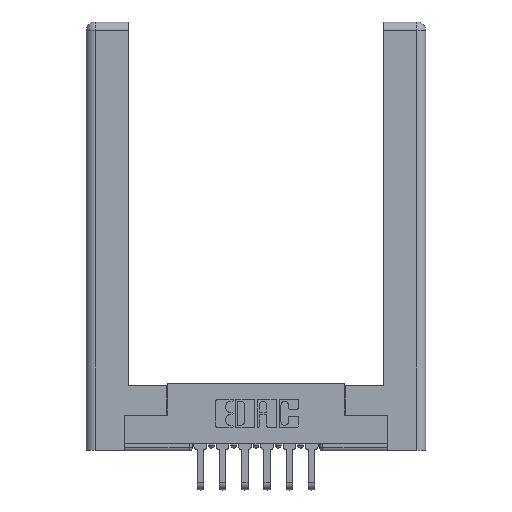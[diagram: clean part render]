
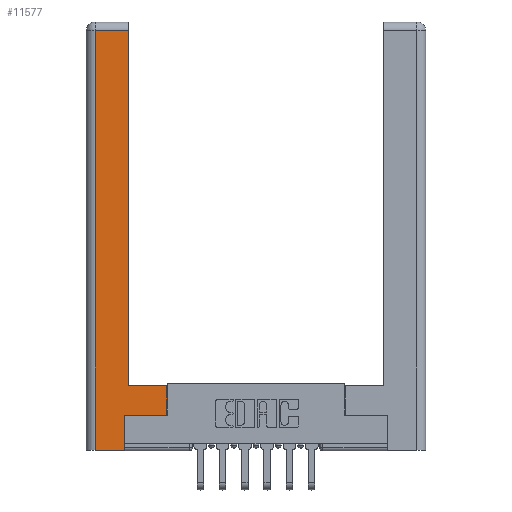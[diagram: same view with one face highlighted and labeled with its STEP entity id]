
A CAD part, top view. The second image highlights one B-rep face of the part: STEP entity #11577.
In plain terms, the highlighted planar face has unit normal (0, 0, 1).
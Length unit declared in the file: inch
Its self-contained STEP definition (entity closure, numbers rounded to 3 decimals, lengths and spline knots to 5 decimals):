
#177 = DIRECTION ( 'NONE',  ( 0., 1., 0. ) ) ;
#726 = ORIENTED_EDGE ( 'NONE', *, *, #10156, .T. ) ;
#788 = CARTESIAN_POINT ( 'NONE',  ( 0.565, 0.245, 0. ) ) ;
#917 = ORIENTED_EDGE ( 'NONE', *, *, #8790, .T. ) ;
#1049 = LINE ( 'NONE', #4852, #7021 ) ;
#1091 = CARTESIAN_POINT ( 'NONE',  ( 0.565, 0.45, 0. ) ) ;
#1167 = EDGE_CURVE ( 'NONE', #1737, #1856, #3962, .T. ) ;
#1479 = DIRECTION ( 'NONE',  ( -1., 0., 0. ) ) ;
#1680 = CARTESIAN_POINT ( 'NONE',  ( 0.265, 0.245, 0. ) ) ;
#1737 = VERTEX_POINT ( 'NONE', #4111 ) ;
#1856 = VERTEX_POINT ( 'NONE', #11359 ) ;
#2176 = EDGE_CURVE ( 'NONE', #3933, #6219, #6175, .T. ) ;
#2218 = VECTOR ( 'NONE', #177, 39.37008 ) ;
#2223 = DIRECTION ( 'NONE',  ( 0., 0., -1. ) ) ;
#2668 = VERTEX_POINT ( 'NONE', #12087 ) ;
#3328 = ORIENTED_EDGE ( 'NONE', *, *, #7598, .T. ) ;
#3933 = VERTEX_POINT ( 'NONE', #1680 ) ;
#3962 = LINE ( 'NONE', #10973, #6623 ) ;
#4111 = CARTESIAN_POINT ( 'NONE',  ( 0.295, 0.45, 0. ) ) ;
#4330 = DIRECTION ( 'NONE',  ( 0., 1., 0. ) ) ;
#4441 = VECTOR ( 'NONE', #1479, 39.37008 ) ;
#4593 = LINE ( 'NONE', #6349, #4441 ) ;
#4810 = DIRECTION ( 'NONE',  ( -1., 0., 0. ) ) ;
#4852 = CARTESIAN_POINT ( 'NONE',  ( 0.295, 0.45, 0. ) ) ;
#4964 = ORIENTED_EDGE ( 'NONE', *, *, #5890, .T. ) ;
#5083 = CARTESIAN_POINT ( 'NONE',  ( 0.565, 0.45, 0. ) ) ;
#5195 = DIRECTION ( 'NONE',  ( 0., 1., 0. ) ) ;
#5466 = VECTOR ( 'NONE', #10969, 39.37008 ) ;
#5535 = CARTESIAN_POINT ( 'NONE',  ( 0.0615, 0., 0. ) ) ;
#5576 = DIRECTION ( 'NONE',  ( 1., 0., 0. ) ) ;
#5890 = EDGE_CURVE ( 'NONE', #1856, #2668, #4593, .T. ) ;
#6175 = LINE ( 'NONE', #788, #9560 ) ;
#6219 = VERTEX_POINT ( 'NONE', #10428 ) ;
#6349 = CARTESIAN_POINT ( 'NONE',  ( 0.0615, 2.94, 0. ) ) ;
#6393 = EDGE_CURVE ( 'NONE', #8635, #3933, #8731, .T. ) ;
#6623 = VECTOR ( 'NONE', #4330, 39.37008 ) ;
#6960 = CARTESIAN_POINT ( 'NONE',  ( 0., 0., 0. ) ) ;
#7021 = VECTOR ( 'NONE', #4810, 39.37008 ) ;
#7177 = ORIENTED_EDGE ( 'NONE', *, *, #2176, .T. ) ;
#7225 = CARTESIAN_POINT ( 'NONE',  ( 0.0615, 0., 0. ) ) ;
#7598 = EDGE_CURVE ( 'NONE', #2668, #9881, #7983, .T. ) ;
#7983 = LINE ( 'NONE', #7225, #5466 ) ;
#8085 = CARTESIAN_POINT ( 'NONE',  ( 0.265, 0.245, 0. ) ) ;
#8312 = AXIS2_PLACEMENT_3D ( 'NONE', #6960, #2223, #10800 ) ;
#8357 = ORIENTED_EDGE ( 'NONE', *, *, #6393, .T. ) ;
#8635 = VERTEX_POINT ( 'NONE', #11726 ) ;
#8731 = LINE ( 'NONE', #8085, #9301 ) ;
#8790 = EDGE_CURVE ( 'NONE', #9690, #1737, #1049, .T. ) ;
#8898 = ORIENTED_EDGE ( 'NONE', *, *, #1167, .T. ) ;
#9298 = EDGE_LOOP ( 'NONE', ( #8898, #4964, #3328, #9963, #8357, #7177, #726, #917 ) ) ;
#9301 = VECTOR ( 'NONE', #5195, 39.37008 ) ;
#9560 = VECTOR ( 'NONE', #5576, 39.37008 ) ;
#9625 = LINE ( 'NONE', #9803, #10215 ) ;
#9690 = VERTEX_POINT ( 'NONE', #5083 ) ;
#9803 = CARTESIAN_POINT ( 'NONE',  ( 0.265, 0., 0. ) ) ;
#9881 = VERTEX_POINT ( 'NONE', #5535 ) ;
#9963 = ORIENTED_EDGE ( 'NONE', *, *, #10328, .T. ) ;
#10156 = EDGE_CURVE ( 'NONE', #6219, #9690, #11403, .T. ) ;
#10215 = VECTOR ( 'NONE', #11808, 39.37008 ) ;
#10328 = EDGE_CURVE ( 'NONE', #9881, #8635, #9625, .T. ) ;
#10428 = CARTESIAN_POINT ( 'NONE',  ( 0.565, 0.245, 0. ) ) ;
#10800 = DIRECTION ( 'NONE',  ( -1., 0., 0. ) ) ;
#10838 = PLANE ( 'NONE',  #8312 ) ;
#10969 = DIRECTION ( 'NONE',  ( 0., -1., 0. ) ) ;
#10973 = CARTESIAN_POINT ( 'NONE',  ( 0.295, 3., 0. ) ) ;
#11359 = CARTESIAN_POINT ( 'NONE',  ( 0.295, 2.94, 0. ) ) ;
#11403 = LINE ( 'NONE', #1091, #2218 ) ;
#11577 = ADVANCED_FACE ( 'NONE', ( #12270 ), #10838, .F. ) ;
#11726 = CARTESIAN_POINT ( 'NONE',  ( 0.265, 0., 0. ) ) ;
#11808 = DIRECTION ( 'NONE',  ( 1., 0., 0. ) ) ;
#12087 = CARTESIAN_POINT ( 'NONE',  ( 0.0615, 2.94, 0. ) ) ;
#12270 = FACE_OUTER_BOUND ( 'NONE', #9298, .T. ) ;
